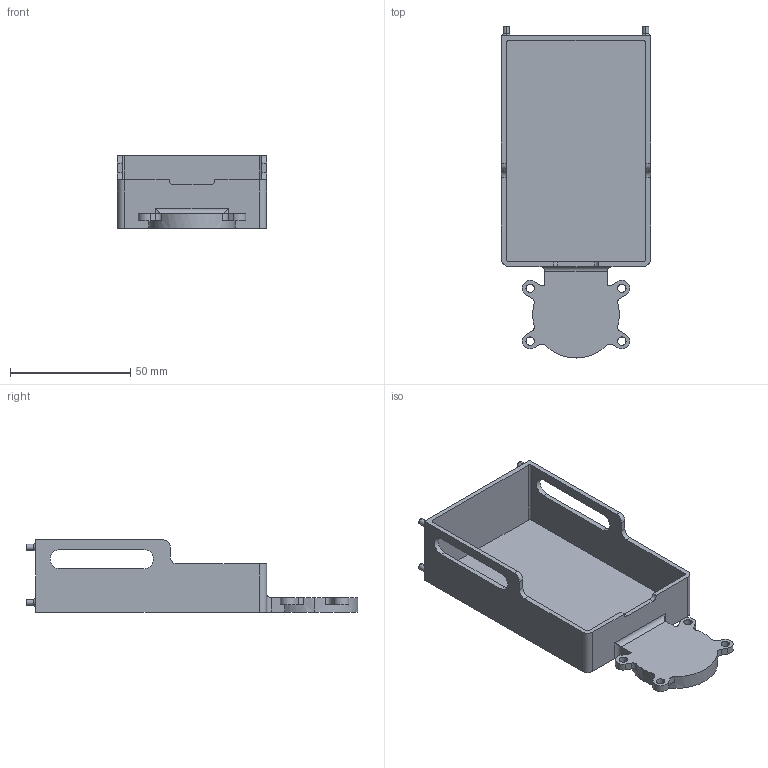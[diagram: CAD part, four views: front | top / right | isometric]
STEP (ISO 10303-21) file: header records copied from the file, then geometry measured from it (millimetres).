
FILE_DESCRIPTION (( 'STEP AP214' ), '1' );
FILE_NAME ('chungus.STEP', '2025-12-17T00:35:23', ( '' ), ( '' ), 'SwSTEP 2.0', 'SolidWorks 2025', '' );
FILE_SCHEMA (( 'AUTOMOTIVE_DESIGN' ));
Length unit declared in the file: millimetre
Products named in the file (1): chungus
Bounding box: 62 x 138 x 30 mm (x, y, z)
Volume: 32163 mm3; surface area: 29245.7 mm2
Topology: 1 solids, 1 shells, 101 faces, 273 edges, 178 vertices
Faces by surface type: cylinder 54, plane 39, cone 8
Entity records: 3256 total; most frequent: DIRECTION 593, CARTESIAN_POINT 559, ORIENTED_EDGE 546, EDGE_CURVE 273, AXIS2_PLACEMENT_3D 220, VERTEX_POINT 178, LINE 153, VECTOR 153
